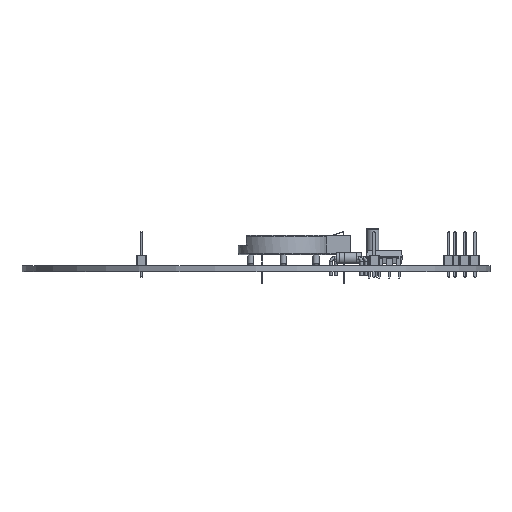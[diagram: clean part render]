
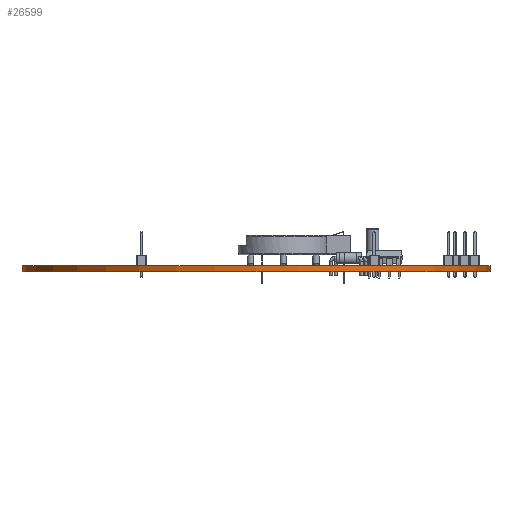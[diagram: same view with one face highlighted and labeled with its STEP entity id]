
A CAD part, front view. The second image highlights one B-rep face of the part: STEP entity #26599.
In plain terms, the highlighted cylindrical face has radius 59 mm (diameter 118 mm), a full revolution.
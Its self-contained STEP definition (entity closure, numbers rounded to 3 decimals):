
#26599 = ADVANCED_FACE('',(#26600),#26613,.T.);
#26600 = FACE_BOUND('',#26601,.T.);
#26601 = EDGE_LOOP('',(#26602,#26636,#26659,#26686));
#26602 = ORIENTED_EDGE('',*,*,#26603,.F.);
#26603 = EDGE_CURVE('',#26604,#26604,#26606,.T.);
#26604 = VERTEX_POINT('',#26605);
#26605 = CARTESIAN_POINT('',(210.815,-94.36,1.6));
#26606 = SURFACE_CURVE('',#26607,(#26612,#26624),.PCURVE_S1.);
#26607 = CIRCLE('',#26608,59.);
#26608 = AXIS2_PLACEMENT_3D('',#26609,#26610,#26611);
#26609 = CARTESIAN_POINT('',(151.815,-94.36,1.6));
#26610 = DIRECTION('',(0.,0.,1.));
#26611 = DIRECTION('',(1.,0.,-0.));
#26612 = PCURVE('',#26613,#26618);
#26613 = CYLINDRICAL_SURFACE('',#26614,59.);
#26614 = AXIS2_PLACEMENT_3D('',#26615,#26616,#26617);
#26615 = CARTESIAN_POINT('',(151.815,-94.36,0.));
#26616 = DIRECTION('',(0.,0.,1.));
#26617 = DIRECTION('',(1.,0.,-0.));
#26618 = DEFINITIONAL_REPRESENTATION('',(#26619),#26623);
#26619 = LINE('',#26620,#26621);
#26620 = CARTESIAN_POINT('',(0.,1.6));
#26621 = VECTOR('',#26622,1.);
#26622 = DIRECTION('',(1.,0.));
#26623 = ( GEOMETRIC_REPRESENTATION_CONTEXT(2) 
PARAMETRIC_REPRESENTATION_CONTEXT() REPRESENTATION_CONTEXT('2D SPACE',''
  ) );
#26624 = PCURVE('',#26625,#26630);
#26625 = PLANE('',#26626);
#26626 = AXIS2_PLACEMENT_3D('',#26627,#26628,#26629);
#26627 = CARTESIAN_POINT('',(151.815,-94.36,1.6));
#26628 = DIRECTION('',(0.,0.,1.));
#26629 = DIRECTION('',(1.,0.,-0.));
#26630 = DEFINITIONAL_REPRESENTATION('',(#26631),#26635);
#26631 = CIRCLE('',#26632,59.);
#26632 = AXIS2_PLACEMENT_2D('',#26633,#26634);
#26633 = CARTESIAN_POINT('',(0.,0.));
#26634 = DIRECTION('',(1.,0.));
#26635 = ( GEOMETRIC_REPRESENTATION_CONTEXT(2) 
PARAMETRIC_REPRESENTATION_CONTEXT() REPRESENTATION_CONTEXT('2D SPACE',''
  ) );
#26636 = ORIENTED_EDGE('',*,*,#26637,.F.);
#26637 = EDGE_CURVE('',#26638,#26604,#26640,.T.);
#26638 = VERTEX_POINT('',#26639);
#26639 = CARTESIAN_POINT('',(210.815,-94.36,0.));
#26640 = SEAM_CURVE('',#26641,(#26645,#26652),.PCURVE_S1.);
#26641 = LINE('',#26642,#26643);
#26642 = CARTESIAN_POINT('',(210.815,-94.36,0.));
#26643 = VECTOR('',#26644,1.);
#26644 = DIRECTION('',(0.,0.,1.));
#26645 = PCURVE('',#26613,#26646);
#26646 = DEFINITIONAL_REPRESENTATION('',(#26647),#26651);
#26647 = LINE('',#26648,#26649);
#26648 = CARTESIAN_POINT('',(6.283,-0.));
#26649 = VECTOR('',#26650,1.);
#26650 = DIRECTION('',(0.,1.));
#26651 = ( GEOMETRIC_REPRESENTATION_CONTEXT(2) 
PARAMETRIC_REPRESENTATION_CONTEXT() REPRESENTATION_CONTEXT('2D SPACE',''
  ) );
#26652 = PCURVE('',#26613,#26653);
#26653 = DEFINITIONAL_REPRESENTATION('',(#26654),#26658);
#26654 = LINE('',#26655,#26656);
#26655 = CARTESIAN_POINT('',(0.,-0.));
#26656 = VECTOR('',#26657,1.);
#26657 = DIRECTION('',(0.,1.));
#26658 = ( GEOMETRIC_REPRESENTATION_CONTEXT(2) 
PARAMETRIC_REPRESENTATION_CONTEXT() REPRESENTATION_CONTEXT('2D SPACE',''
  ) );
#26659 = ORIENTED_EDGE('',*,*,#26660,.T.);
#26660 = EDGE_CURVE('',#26638,#26638,#26661,.T.);
#26661 = SURFACE_CURVE('',#26662,(#26667,#26674),.PCURVE_S1.);
#26662 = CIRCLE('',#26663,59.);
#26663 = AXIS2_PLACEMENT_3D('',#26664,#26665,#26666);
#26664 = CARTESIAN_POINT('',(151.815,-94.36,0.));
#26665 = DIRECTION('',(0.,0.,1.));
#26666 = DIRECTION('',(1.,0.,-0.));
#26667 = PCURVE('',#26613,#26668);
#26668 = DEFINITIONAL_REPRESENTATION('',(#26669),#26673);
#26669 = LINE('',#26670,#26671);
#26670 = CARTESIAN_POINT('',(0.,0.));
#26671 = VECTOR('',#26672,1.);
#26672 = DIRECTION('',(1.,0.));
#26673 = ( GEOMETRIC_REPRESENTATION_CONTEXT(2) 
PARAMETRIC_REPRESENTATION_CONTEXT() REPRESENTATION_CONTEXT('2D SPACE',''
  ) );
#26674 = PCURVE('',#26675,#26680);
#26675 = PLANE('',#26676);
#26676 = AXIS2_PLACEMENT_3D('',#26677,#26678,#26679);
#26677 = CARTESIAN_POINT('',(151.815,-94.36,0.));
#26678 = DIRECTION('',(0.,0.,1.));
#26679 = DIRECTION('',(1.,0.,-0.));
#26680 = DEFINITIONAL_REPRESENTATION('',(#26681),#26685);
#26681 = CIRCLE('',#26682,59.);
#26682 = AXIS2_PLACEMENT_2D('',#26683,#26684);
#26683 = CARTESIAN_POINT('',(0.,0.));
#26684 = DIRECTION('',(1.,0.));
#26685 = ( GEOMETRIC_REPRESENTATION_CONTEXT(2) 
PARAMETRIC_REPRESENTATION_CONTEXT() REPRESENTATION_CONTEXT('2D SPACE',''
  ) );
#26686 = ORIENTED_EDGE('',*,*,#26637,.T.);
